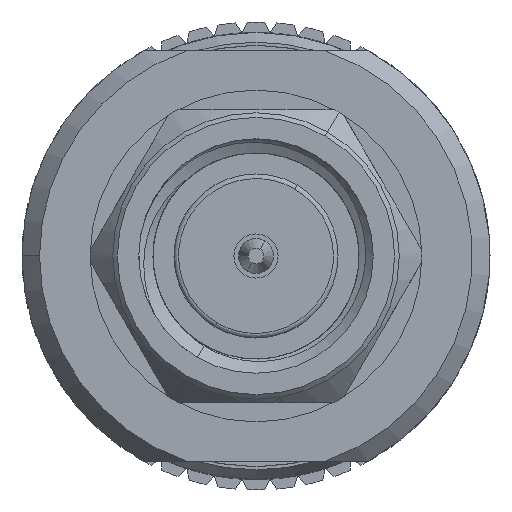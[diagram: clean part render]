
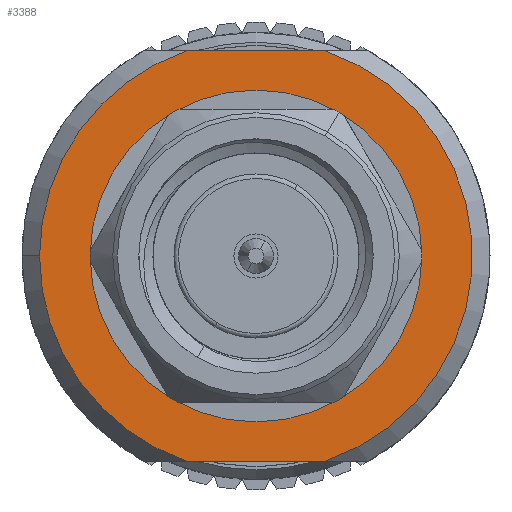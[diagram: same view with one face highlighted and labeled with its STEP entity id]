
A CAD part, left-side view. The second image highlights one B-rep face of the part: STEP entity #3388.
In plain terms, the highlighted planar face has unit normal (-1, 0, 0).
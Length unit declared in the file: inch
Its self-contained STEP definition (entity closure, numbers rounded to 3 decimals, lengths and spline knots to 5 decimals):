
#63 = ORIENTED_EDGE ( 'NONE', *, *, #5372, .T. ) ;
#329 = VERTEX_POINT ( 'NONE', #12257 ) ;
#399 = VERTEX_POINT ( 'NONE', #1293 ) ;
#1293 = CARTESIAN_POINT ( 'NONE',  ( 0.39744, 0.07364, -0.21875 ) ) ;
#1445 = LINE ( 'NONE', #8579, #1710 ) ;
#1710 = VECTOR ( 'NONE', #9969, 39.37008 ) ;
#1752 = CARTESIAN_POINT ( 'NONE',  ( 0.39744, 0., 0. ) ) ;
#1863 = CARTESIAN_POINT ( 'NONE',  ( 0.39744, 0., 0. ) ) ;
#2211 = CIRCLE ( 'NONE', #15413, 0.23081 ) ;
#2591 = AXIS2_PLACEMENT_3D ( 'NONE', #9334, #11770, #15824 ) ;
#2710 = EDGE_CURVE ( 'NONE', #399, #15458, #8105, .T. ) ;
#2741 = AXIS2_PLACEMENT_3D ( 'NONE', #5878, #15936, #8377 ) ;
#2796 = CARTESIAN_POINT ( 'NONE',  ( 0.39744, -0.17699, 0. ) ) ;
#3017 = DIRECTION ( 'NONE',  ( 0., -1., 0. ) ) ;
#3161 = DIRECTION ( 'NONE',  ( 1., 0., 0. ) ) ;
#3388 = ADVANCED_FACE ( 'NONE', ( #15852, #7010 ), #4821, .T. ) ;
#4189 = DIRECTION ( 'NONE',  ( 0., 1., 0. ) ) ;
#4314 = AXIS2_PLACEMENT_3D ( 'NONE', #1863, #3161, #12830 ) ;
#4352 = EDGE_CURVE ( 'NONE', #11675, #14339, #2211, .T. ) ;
#4461 = EDGE_CURVE ( 'NONE', #6874, #11326, #4535, .T. ) ;
#4535 = CIRCLE ( 'NONE', #7123, 0.17699 ) ;
#4720 = CIRCLE ( 'NONE', #15863, 0.23081 ) ;
#4821 = PLANE ( 'NONE',  #2741 ) ;
#5372 = EDGE_CURVE ( 'NONE', #11326, #6874, #15712, .T. ) ;
#5466 = ORIENTED_EDGE ( 'NONE', *, *, #2710, .T. ) ;
#5601 = EDGE_CURVE ( 'NONE', #329, #14339, #1445, .T. ) ;
#5878 = CARTESIAN_POINT ( 'NONE',  ( 0.39744, 0.17699, 0. ) ) ;
#6369 = CARTESIAN_POINT ( 'NONE',  ( 0.39744, 0.23081, 0. ) ) ;
#6461 = DIRECTION ( 'NONE',  ( 1., 0., 0. ) ) ;
#6874 = VERTEX_POINT ( 'NONE', #12388 ) ;
#7010 = FACE_BOUND ( 'NONE', #15306, .T. ) ;
#7123 = AXIS2_PLACEMENT_3D ( 'NONE', #13706, #11026, #14836 ) ;
#8105 = LINE ( 'NONE', #12921, #13866 ) ;
#8259 = DIRECTION ( 'NONE',  ( 1., 0., 0. ) ) ;
#8377 = DIRECTION ( 'NONE',  ( 0., 0., 1. ) ) ;
#8579 = CARTESIAN_POINT ( 'NONE',  ( 0.39744, -0.26328, 0.21875 ) ) ;
#8746 = EDGE_CURVE ( 'NONE', #329, #15458, #9582, .T. ) ;
#9334 = CARTESIAN_POINT ( 'NONE',  ( 0.39744, 0., 0. ) ) ;
#9400 = DIRECTION ( 'NONE',  ( 0., 1., 0. ) ) ;
#9582 = CIRCLE ( 'NONE', #2591, 0.23081 ) ;
#9969 = DIRECTION ( 'NONE',  ( 0., 1., 0. ) ) ;
#10533 = ORIENTED_EDGE ( 'NONE', *, *, #5601, .T. ) ;
#10627 = CARTESIAN_POINT ( 'NONE',  ( 0.39744, 0., 0. ) ) ;
#10986 = EDGE_CURVE ( 'NONE', #399, #11675, #4720, .T. ) ;
#11026 = DIRECTION ( 'NONE',  ( 1., 0., 0. ) ) ;
#11326 = VERTEX_POINT ( 'NONE', #2796 ) ;
#11675 = VERTEX_POINT ( 'NONE', #6369 ) ;
#11700 = ORIENTED_EDGE ( 'NONE', *, *, #4461, .T. ) ;
#11770 = DIRECTION ( 'NONE',  ( 1., 0., 0. ) ) ;
#11946 = ORIENTED_EDGE ( 'NONE', *, *, #10986, .F. ) ;
#12257 = CARTESIAN_POINT ( 'NONE',  ( 0.39744, -0.07364, 0.21875 ) ) ;
#12388 = CARTESIAN_POINT ( 'NONE',  ( 0.39744, 0.17699, 0. ) ) ;
#12830 = DIRECTION ( 'NONE',  ( 0., 1., 0. ) ) ;
#12831 = CARTESIAN_POINT ( 'NONE',  ( 0.39744, -0.07364, -0.21875 ) ) ;
#12921 = CARTESIAN_POINT ( 'NONE',  ( 0.39744, -0.26328, -0.21875 ) ) ;
#13706 = CARTESIAN_POINT ( 'NONE',  ( 0.39744, 0., 0. ) ) ;
#13848 = ORIENTED_EDGE ( 'NONE', *, *, #4352, .F. ) ;
#13866 = VECTOR ( 'NONE', #3017, 39.37008 ) ;
#14187 = EDGE_LOOP ( 'NONE', ( #14691, #10533, #13848, #11946, #5466 ) ) ;
#14339 = VERTEX_POINT ( 'NONE', #15200 ) ;
#14691 = ORIENTED_EDGE ( 'NONE', *, *, #8746, .F. ) ;
#14836 = DIRECTION ( 'NONE',  ( 0., 1., 0. ) ) ;
#15200 = CARTESIAN_POINT ( 'NONE',  ( 0.39744, 0.07364, 0.21875 ) ) ;
#15306 = EDGE_LOOP ( 'NONE', ( #11700, #63 ) ) ;
#15413 = AXIS2_PLACEMENT_3D ( 'NONE', #10627, #8259, #9400 ) ;
#15458 = VERTEX_POINT ( 'NONE', #12831 ) ;
#15712 = CIRCLE ( 'NONE', #4314, 0.17699 ) ;
#15824 = DIRECTION ( 'NONE',  ( 0., 1., 0. ) ) ;
#15852 = FACE_OUTER_BOUND ( 'NONE', #14187, .T. ) ;
#15863 = AXIS2_PLACEMENT_3D ( 'NONE', #1752, #6461, #4189 ) ;
#15936 = DIRECTION ( 'NONE',  ( -1., 0., 0. ) ) ;
